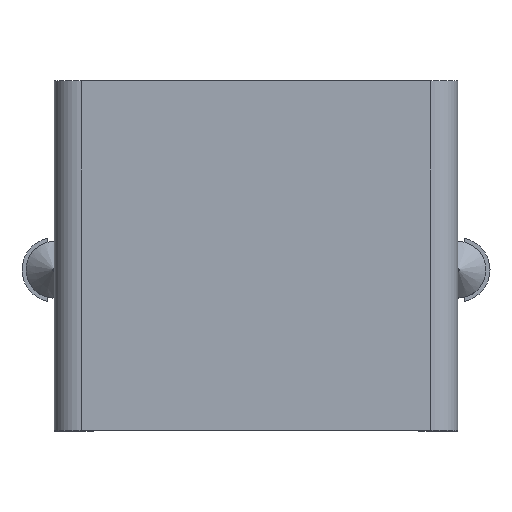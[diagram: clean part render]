
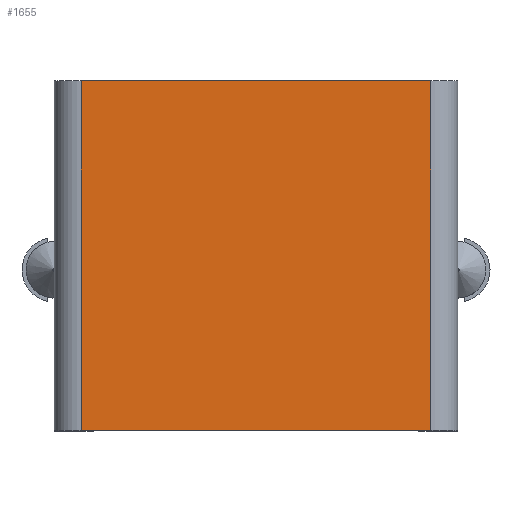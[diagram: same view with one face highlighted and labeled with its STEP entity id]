
A CAD part, top view. The second image highlights one B-rep face of the part: STEP entity #1655.
In plain terms, the highlighted planar face has unit normal (0, 0, 1).
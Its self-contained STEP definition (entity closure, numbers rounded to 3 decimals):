
#62=PLANE('',#1768);
#132=FACE_OUTER_BOUND('',#223,.T.);
#223=EDGE_LOOP('',(#1150,#1151,#1152,#1153));
#322=LINE('',#2368,#506);
#324=LINE('',#2374,#508);
#325=LINE('',#2376,#509);
#326=LINE('',#2377,#510);
#506=VECTOR('',#1908,10.);
#508=VECTOR('',#1914,10.);
#509=VECTOR('',#1915,10.);
#510=VECTOR('',#1916,10.);
#737=VERTEX_POINT('',#2365);
#738=VERTEX_POINT('',#2367);
#740=VERTEX_POINT('',#2373);
#741=VERTEX_POINT('',#2375);
#901=EDGE_CURVE('',#737,#738,#322,.T.);
#904=EDGE_CURVE('',#737,#740,#324,.T.);
#905=EDGE_CURVE('',#741,#740,#325,.T.);
#906=EDGE_CURVE('',#741,#738,#326,.T.);
#1150=ORIENTED_EDGE('',*,*,#901,.F.);
#1151=ORIENTED_EDGE('',*,*,#904,.T.);
#1152=ORIENTED_EDGE('',*,*,#905,.F.);
#1153=ORIENTED_EDGE('',*,*,#906,.T.);
#1655=ADVANCED_FACE('',(#132),#62,.T.);
#1768=AXIS2_PLACEMENT_3D('',#2372,#1912,#1913);
#1908=DIRECTION('',(0.,-1.,0.));
#1912=DIRECTION('center_axis',(0.,0.,1.));
#1913=DIRECTION('ref_axis',(1.,0.,0.));
#1914=DIRECTION('',(-1.,0.,0.));
#1915=DIRECTION('',(0.,1.,0.));
#1916=DIRECTION('',(1.,0.,0.));
#2365=CARTESIAN_POINT('',(10.07,2.16,14.4));
#2367=CARTESIAN_POINT('',(10.07,-10.84,14.4));
#2368=CARTESIAN_POINT('',(10.07,-7.59,14.4));
#2372=CARTESIAN_POINT('Origin',(3.57,-4.34,14.4));
#2373=CARTESIAN_POINT('',(-2.93,2.16,14.4));
#2374=CARTESIAN_POINT('',(-3.93,2.16,14.4));
#2375=CARTESIAN_POINT('',(-2.93,-10.84,14.4));
#2376=CARTESIAN_POINT('',(-2.93,-1.09,14.4));
#2377=CARTESIAN_POINT('',(11.07,-10.84,14.4));
